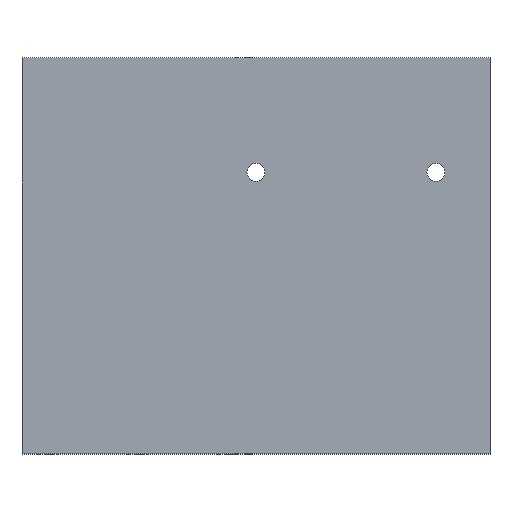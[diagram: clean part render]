
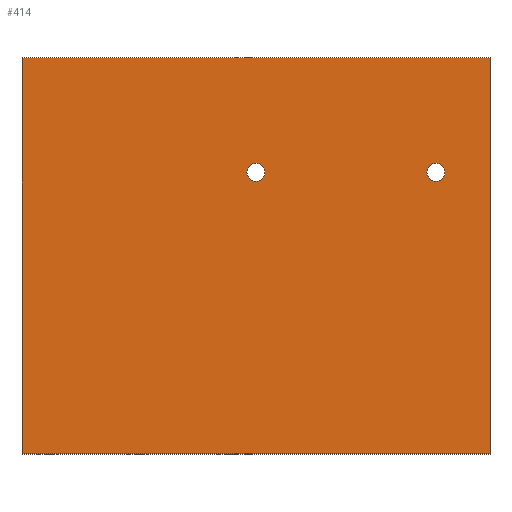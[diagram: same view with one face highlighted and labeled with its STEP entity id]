
A CAD part, top view. The second image highlights one B-rep face of the part: STEP entity #414.
In plain terms, the highlighted planar face has unit normal (0, 0, 1).
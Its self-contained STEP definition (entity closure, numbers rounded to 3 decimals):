
#14 = CARTESIAN_POINT ( 'NONE',  ( 32.5, 34.082, 0. ) ) ;
#27 = CIRCLE ( 'NONE', #864, 1.25 ) ;
#47 = EDGE_CURVE ( 'NONE', #739, #189, #794, .T. ) ;
#50 = ORIENTED_EDGE ( 'NONE', *, *, #62, .F. ) ;
#59 = LINE ( 'NONE', #608, #636 ) ;
#62 = EDGE_CURVE ( 'NONE', #830, #71, #59, .T. ) ;
#64 = DIRECTION ( 'NONE',  ( 0., 0., -1. ) ) ;
#65 = CARTESIAN_POINT ( 'NONE',  ( 33.75, 34.082, 0. ) ) ;
#70 = CARTESIAN_POINT ( 'NONE',  ( 31.25, 34.082, 0. ) ) ;
#71 = VERTEX_POINT ( 'NONE', #878 ) ;
#104 = CARTESIAN_POINT ( 'NONE',  ( 65., 0., 0. ) ) ;
#105 = DIRECTION ( 'NONE',  ( -1., 0., 0. ) ) ;
#116 = ORIENTED_EDGE ( 'NONE', *, *, #493, .T. ) ;
#182 = CIRCLE ( 'NONE', #559, 1.25 ) ;
#189 = VERTEX_POINT ( 'NONE', #345 ) ;
#202 = DIRECTION ( 'NONE',  ( -1., 0., 0. ) ) ;
#219 = DIRECTION ( 'NONE',  ( -1., 0., 0. ) ) ;
#232 = CARTESIAN_POINT ( 'NONE',  ( 65., 50., 0. ) ) ;
#243 = VECTOR ( 'NONE', #202, 1000. ) ;
#254 = AXIS2_PLACEMENT_3D ( 'NONE', #104, #359, #300 ) ;
#256 = DIRECTION ( 'NONE',  ( 0., -1., 0. ) ) ;
#293 = FACE_OUTER_BOUND ( 'NONE', #852, .T. ) ;
#300 = DIRECTION ( 'NONE',  ( -1., 0., 0. ) ) ;
#301 = CARTESIAN_POINT ( 'NONE',  ( 65., 50., 0. ) ) ;
#330 = DIRECTION ( 'NONE',  ( -1., 0., 0. ) ) ;
#334 = CIRCLE ( 'NONE', #553, 1.25 ) ;
#339 = VERTEX_POINT ( 'NONE', #768 ) ;
#343 = DIRECTION ( 'NONE',  ( 0., 0., -1. ) ) ;
#345 = CARTESIAN_POINT ( 'NONE',  ( 58.75, 34.082, 0. ) ) ;
#355 = DIRECTION ( 'NONE',  ( -1., 0., 0. ) ) ;
#358 = EDGE_LOOP ( 'NONE', ( #860, #387 ) ) ;
#359 = DIRECTION ( 'NONE',  ( 0., 0., -1. ) ) ;
#367 = EDGE_CURVE ( 'NONE', #189, #739, #334, .T. ) ;
#372 = CARTESIAN_POINT ( 'NONE',  ( 0., 0., 0. ) ) ;
#387 = ORIENTED_EDGE ( 'NONE', *, *, #367, .T. ) ;
#396 = CARTESIAN_POINT ( 'NONE',  ( 57.5, 34.082, 0. ) ) ;
#399 = AXIS2_PLACEMENT_3D ( 'NONE', #396, #64, #330 ) ;
#411 = LINE ( 'NONE', #821, #243 ) ;
#414 = ADVANCED_FACE ( 'NONE', ( #862, #710, #293 ), #772, .F. ) ;
#425 = ORIENTED_EDGE ( 'NONE', *, *, #535, .F. ) ;
#437 = VERTEX_POINT ( 'NONE', #499 ) ;
#448 = ORIENTED_EDGE ( 'NONE', *, *, #718, .T. ) ;
#451 = ORIENTED_EDGE ( 'NONE', *, *, #854, .T. ) ;
#460 = VERTEX_POINT ( 'NONE', #65 ) ;
#479 = ORIENTED_EDGE ( 'NONE', *, *, #795, .T. ) ;
#493 = EDGE_CURVE ( 'NONE', #460, #577, #27, .T. ) ;
#499 = CARTESIAN_POINT ( 'NONE',  ( 0., -5., 0. ) ) ;
#521 = LINE ( 'NONE', #232, #713 ) ;
#535 = EDGE_CURVE ( 'NONE', #71, #437, #411, .T. ) ;
#553 = AXIS2_PLACEMENT_3D ( 'NONE', #637, #343, #355 ) ;
#559 = AXIS2_PLACEMENT_3D ( 'NONE', #14, #565, #219 ) ;
#565 = DIRECTION ( 'NONE',  ( 0., 0., -1. ) ) ;
#577 = VERTEX_POINT ( 'NONE', #70 ) ;
#578 = LINE ( 'NONE', #372, #641 ) ;
#587 = EDGE_LOOP ( 'NONE', ( #448, #116 ) ) ;
#608 = CARTESIAN_POINT ( 'NONE',  ( 65., 0., 0. ) ) ;
#609 = DIRECTION ( 'NONE',  ( 0., 0., -1. ) ) ;
#613 = CARTESIAN_POINT ( 'NONE',  ( 32.5, 34.082, 0. ) ) ;
#615 = DIRECTION ( 'NONE',  ( -1., 0., 0. ) ) ;
#636 = VECTOR ( 'NONE', #256, 1000. ) ;
#637 = CARTESIAN_POINT ( 'NONE',  ( 57.5, 34.082, 0. ) ) ;
#641 = VECTOR ( 'NONE', #724, 1000. ) ;
#659 = CARTESIAN_POINT ( 'NONE',  ( 56.25, 34.082, 0. ) ) ;
#710 = FACE_BOUND ( 'NONE', #587, .T. ) ;
#713 = VECTOR ( 'NONE', #105, 1000. ) ;
#718 = EDGE_CURVE ( 'NONE', #577, #460, #182, .T. ) ;
#724 = DIRECTION ( 'NONE',  ( 0., -1., 0. ) ) ;
#739 = VERTEX_POINT ( 'NONE', #659 ) ;
#768 = CARTESIAN_POINT ( 'NONE',  ( 0., 50., 0. ) ) ;
#772 = PLANE ( 'NONE',  #254 ) ;
#794 = CIRCLE ( 'NONE', #399, 1.25 ) ;
#795 = EDGE_CURVE ( 'NONE', #339, #437, #578, .T. ) ;
#821 = CARTESIAN_POINT ( 'NONE',  ( 65., -5., 0. ) ) ;
#830 = VERTEX_POINT ( 'NONE', #301 ) ;
#852 = EDGE_LOOP ( 'NONE', ( #479, #425, #50, #451 ) ) ;
#854 = EDGE_CURVE ( 'NONE', #830, #339, #521, .T. ) ;
#860 = ORIENTED_EDGE ( 'NONE', *, *, #47, .T. ) ;
#862 = FACE_BOUND ( 'NONE', #358, .T. ) ;
#864 = AXIS2_PLACEMENT_3D ( 'NONE', #613, #609, #615 ) ;
#878 = CARTESIAN_POINT ( 'NONE',  ( 65., -5., 0. ) ) ;
